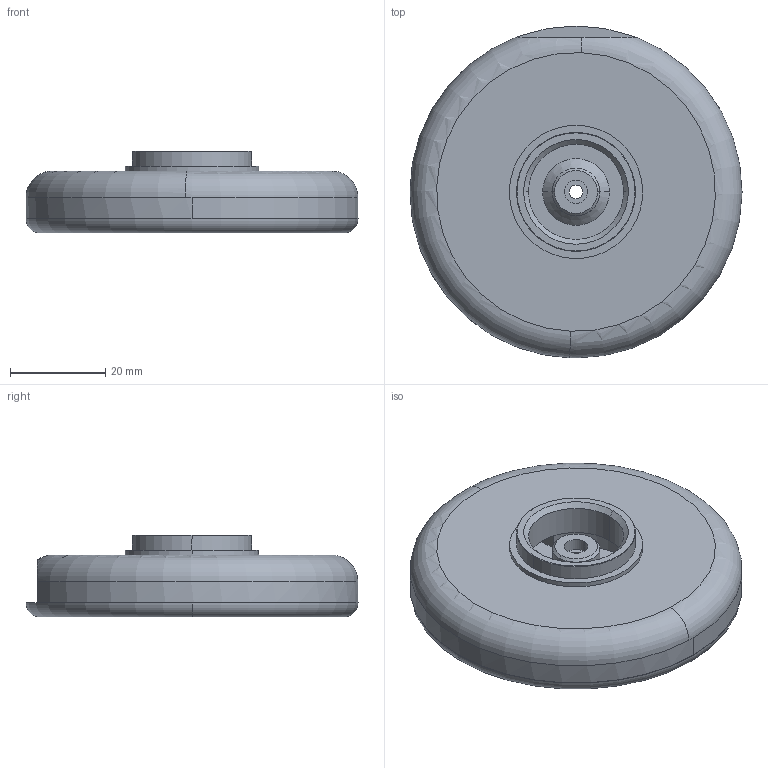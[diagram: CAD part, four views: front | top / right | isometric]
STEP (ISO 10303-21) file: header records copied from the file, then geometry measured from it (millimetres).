
FILE_DESCRIPTION(('STEP AP214'),'1');
FILE_NAME('.stp','2022-05-08T03:38:02',(' '),(' '),'Spatial InterOp 3D',' ',' ');
FILE_SCHEMA(('AUTOMOTIVE_DESIGN { 1 0 10303 214 1 1 1 1 }'));
Length unit declared in the file: metre
Products named in the file (3): 底座上盖; 底座下盖
Assembly tree (2 placements, depth 2):
  底座上盖
    底座下盖
    底座上盖
Bounding box: 69.74 x 69.74 x 17.2 mm (x, y, z)
Volume: 41499 mm3; surface area: 18951.2 mm2
Topology: 2 solids, 2 shells, 126 faces, 298 edges, 189 vertices
Faces by surface type: cylinder 59, plane 43, cone 20, torus 4
Entity records: 4052 total; most frequent: CARTESIAN_POINT 907, DIRECTION 706, ORIENTED_EDGE 596, EDGE_CURVE 298, AXIS2_PLACEMENT_3D 283, VERTEX_POINT 189, CIRCLE 152, EDGE_LOOP 151
